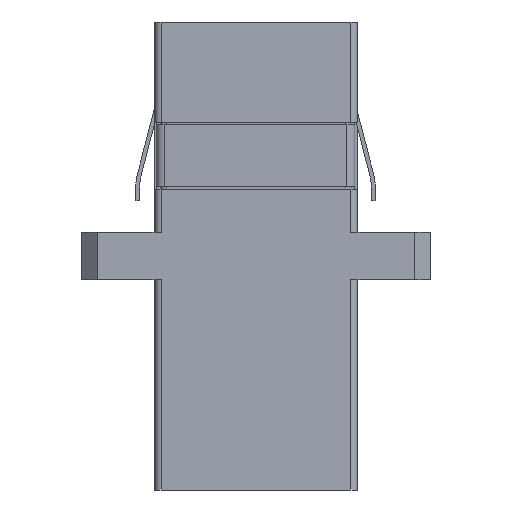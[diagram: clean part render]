
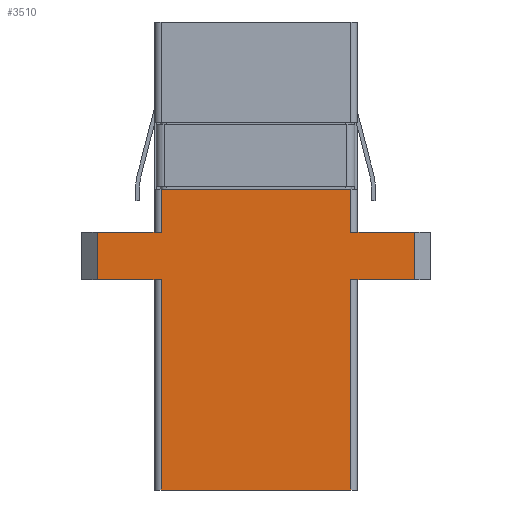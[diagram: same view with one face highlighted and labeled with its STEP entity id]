
A CAD part, front view. The second image highlights one B-rep face of the part: STEP entity #3510.
In plain terms, the highlighted planar face has unit normal (0, -1, 0).
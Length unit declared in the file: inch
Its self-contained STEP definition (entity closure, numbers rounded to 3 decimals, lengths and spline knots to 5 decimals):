
#52 = CARTESIAN_POINT ( 'NONE',  ( -0.39173, -0.1811, -0.05906 ) ) ;
#67 = CARTESIAN_POINT ( 'NONE',  ( -0.23425, -0.1811, 0.16535 ) ) ;
#86 = VERTEX_POINT ( 'NONE', #4297 ) ;
#96 = CARTESIAN_POINT ( 'NONE',  ( -0.4311, -0.1811, 0.05906 ) ) ;
#284 = VECTOR ( 'NONE', #943, 39.37008 ) ;
#309 = LINE ( 'NONE', #1974, #8022 ) ;
#453 = EDGE_CURVE ( 'NONE', #2490, #86, #4883, .T. ) ;
#774 = CARTESIAN_POINT ( 'NONE',  ( -0.23425, -0.1811, 0.05906 ) ) ;
#835 = VERTEX_POINT ( 'NONE', #67 ) ;
#846 = EDGE_CURVE ( 'NONE', #835, #7694, #1742, .T. ) ;
#848 = CARTESIAN_POINT ( 'NONE',  ( -0.4311, -0.1811, -0.05906 ) ) ;
#860 = VERTEX_POINT ( 'NONE', #5863 ) ;
#943 = DIRECTION ( 'NONE',  ( 0., 0., -1. ) ) ;
#1153 = VECTOR ( 'NONE', #2611, 39.37008 ) ;
#1233 = DIRECTION ( 'NONE',  ( 0., 1., 0. ) ) ;
#1269 = ORIENTED_EDGE ( 'NONE', *, *, #9869, .F. ) ;
#1704 = DIRECTION ( 'NONE',  ( 1., 0., 0. ) ) ;
#1742 = LINE ( 'NONE', #774, #2043 ) ;
#1849 = VECTOR ( 'NONE', #1704, 39.37008 ) ;
#1974 = CARTESIAN_POINT ( 'NONE',  ( 0.23622, -0.1811, 0.16535 ) ) ;
#2043 = VECTOR ( 'NONE', #8288, 39.37008 ) ;
#2150 = VERTEX_POINT ( 'NONE', #4896 ) ;
#2166 = CARTESIAN_POINT ( 'NONE',  ( -0.39173, -0.1811, 0.05906 ) ) ;
#2490 = VERTEX_POINT ( 'NONE', #8437 ) ;
#2611 = DIRECTION ( 'NONE',  ( 0., 0., 1. ) ) ;
#2806 = DIRECTION ( 'NONE',  ( 0., 0., 1. ) ) ;
#3149 = VECTOR ( 'NONE', #4374, 39.37008 ) ;
#3153 = EDGE_CURVE ( 'NONE', #7107, #9144, #5870, .T. ) ;
#3318 = VERTEX_POINT ( 'NONE', #52 ) ;
#3510 = ADVANCED_FACE ( 'NONE', ( #6107 ), #9396, .F. ) ;
#3686 = DIRECTION ( 'NONE',  ( 1., 0., 0. ) ) ;
#3704 = VECTOR ( 'NONE', #6123, 39.37008 ) ;
#3770 = EDGE_CURVE ( 'NONE', #9611, #7694, #5301, .T. ) ;
#3881 = CARTESIAN_POINT ( 'NONE',  ( -0.23425, -0.1811, -0.57756 ) ) ;
#4169 = ORIENTED_EDGE ( 'NONE', *, *, #6849, .T. ) ;
#4212 = LINE ( 'NONE', #5021, #284 ) ;
#4282 = LINE ( 'NONE', #7442, #1153 ) ;
#4297 = CARTESIAN_POINT ( 'NONE',  ( 0.39173, -0.1811, 0.05906 ) ) ;
#4374 = DIRECTION ( 'NONE',  ( 0., 0., 1. ) ) ;
#4583 = CARTESIAN_POINT ( 'NONE',  ( -0.39173, -0.1811, 0.57756 ) ) ;
#4640 = LINE ( 'NONE', #4583, #3704 ) ;
#4772 = LINE ( 'NONE', #848, #8533 ) ;
#4862 = LINE ( 'NONE', #6668, #1849 ) ;
#4883 = LINE ( 'NONE', #96, #9235 ) ;
#4896 = CARTESIAN_POINT ( 'NONE',  ( 0.39173, -0.1811, -0.05906 ) ) ;
#4995 = ORIENTED_EDGE ( 'NONE', *, *, #7484, .T. ) ;
#5021 = CARTESIAN_POINT ( 'NONE',  ( -0.23425, -0.1811, -0.57756 ) ) ;
#5144 = CARTESIAN_POINT ( 'NONE',  ( 0.25, -0.1811, 0.57756 ) ) ;
#5231 = ORIENTED_EDGE ( 'NONE', *, *, #846, .T. ) ;
#5301 = LINE ( 'NONE', #8591, #5897 ) ;
#5381 = CARTESIAN_POINT ( 'NONE',  ( 0.23425, -0.1811, -0.05906 ) ) ;
#5430 = CARTESIAN_POINT ( 'NONE',  ( 0.23425, -0.1811, 0.57756 ) ) ;
#5541 = AXIS2_PLACEMENT_3D ( 'NONE', #5144, #1233, #10095 ) ;
#5863 = CARTESIAN_POINT ( 'NONE',  ( -0.23425, -0.1811, -0.05906 ) ) ;
#5870 = LINE ( 'NONE', #8466, #3149 ) ;
#5897 = VECTOR ( 'NONE', #3686, 39.37008 ) ;
#6107 = FACE_OUTER_BOUND ( 'NONE', #9812, .T. ) ;
#6123 = DIRECTION ( 'NONE',  ( 0., 0., -1. ) ) ;
#6668 = CARTESIAN_POINT ( 'NONE',  ( -0.4311, -0.1811, -0.05906 ) ) ;
#6771 = LINE ( 'NONE', #7533, #7321 ) ;
#6849 = EDGE_CURVE ( 'NONE', #9611, #3318, #4640, .T. ) ;
#6871 = LINE ( 'NONE', #5430, #8525 ) ;
#6916 = EDGE_CURVE ( 'NONE', #2490, #10331, #6871, .T. ) ;
#7005 = CARTESIAN_POINT ( 'NONE',  ( -0.23425, -0.1811, 0.05906 ) ) ;
#7034 = ORIENTED_EDGE ( 'NONE', *, *, #3153, .T. ) ;
#7107 = VERTEX_POINT ( 'NONE', #9866 ) ;
#7156 = EDGE_CURVE ( 'NONE', #2150, #86, #4282, .T. ) ;
#7295 = ORIENTED_EDGE ( 'NONE', *, *, #7983, .F. ) ;
#7321 = VECTOR ( 'NONE', #8516, 39.37008 ) ;
#7442 = CARTESIAN_POINT ( 'NONE',  ( 0.39173, -0.1811, 0.57756 ) ) ;
#7484 = EDGE_CURVE ( 'NONE', #860, #9222, #4212, .T. ) ;
#7533 = CARTESIAN_POINT ( 'NONE',  ( 0.25, -0.1811, -0.57756 ) ) ;
#7647 = ORIENTED_EDGE ( 'NONE', *, *, #8904, .T. ) ;
#7694 = VERTEX_POINT ( 'NONE', #7005 ) ;
#7874 = EDGE_CURVE ( 'NONE', #9144, #2150, #4862, .T. ) ;
#7897 = ORIENTED_EDGE ( 'NONE', *, *, #7156, .T. ) ;
#7983 = EDGE_CURVE ( 'NONE', #7107, #9222, #6771, .T. ) ;
#8022 = VECTOR ( 'NONE', #10090, 39.37008 ) ;
#8288 = DIRECTION ( 'NONE',  ( 0., 0., -1. ) ) ;
#8323 = ORIENTED_EDGE ( 'NONE', *, *, #3770, .F. ) ;
#8437 = CARTESIAN_POINT ( 'NONE',  ( 0.23425, -0.1811, 0.05906 ) ) ;
#8466 = CARTESIAN_POINT ( 'NONE',  ( 0.23425, -0.1811, 0.57756 ) ) ;
#8516 = DIRECTION ( 'NONE',  ( -1., 0., 0. ) ) ;
#8525 = VECTOR ( 'NONE', #2806, 39.37008 ) ;
#8533 = VECTOR ( 'NONE', #10509, 39.37008 ) ;
#8591 = CARTESIAN_POINT ( 'NONE',  ( -0.4311, -0.1811, 0.05906 ) ) ;
#8787 = CARTESIAN_POINT ( 'NONE',  ( 0.23425, -0.1811, 0.16535 ) ) ;
#8904 = EDGE_CURVE ( 'NONE', #3318, #860, #4772, .T. ) ;
#9144 = VERTEX_POINT ( 'NONE', #5381 ) ;
#9210 = ORIENTED_EDGE ( 'NONE', *, *, #453, .F. ) ;
#9222 = VERTEX_POINT ( 'NONE', #3881 ) ;
#9235 = VECTOR ( 'NONE', #9927, 39.37008 ) ;
#9396 = PLANE ( 'NONE',  #5541 ) ;
#9611 = VERTEX_POINT ( 'NONE', #2166 ) ;
#9812 = EDGE_LOOP ( 'NONE', ( #8323, #4169, #7647, #4995, #7295, #7034, #10021, #7897, #9210, #10539, #1269, #5231 ) ) ;
#9866 = CARTESIAN_POINT ( 'NONE',  ( 0.23425, -0.1811, -0.57756 ) ) ;
#9869 = EDGE_CURVE ( 'NONE', #835, #10331, #309, .T. ) ;
#9927 = DIRECTION ( 'NONE',  ( 1., 0., 0. ) ) ;
#10021 = ORIENTED_EDGE ( 'NONE', *, *, #7874, .T. ) ;
#10090 = DIRECTION ( 'NONE',  ( 1., 0., 0. ) ) ;
#10095 = DIRECTION ( 'NONE',  ( 0., 0., 1. ) ) ;
#10331 = VERTEX_POINT ( 'NONE', #8787 ) ;
#10509 = DIRECTION ( 'NONE',  ( 1., 0., 0. ) ) ;
#10539 = ORIENTED_EDGE ( 'NONE', *, *, #6916, .T. ) ;
